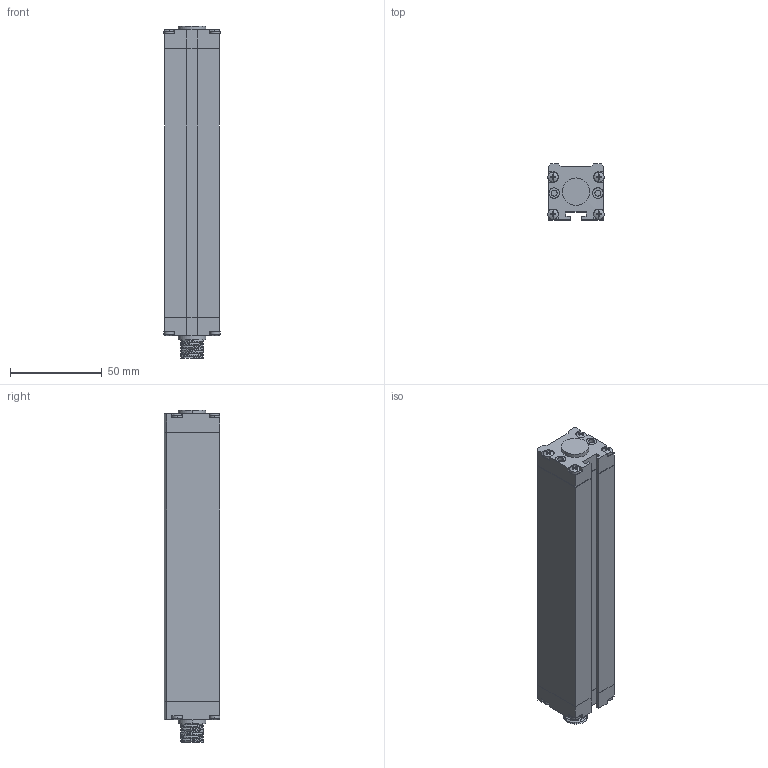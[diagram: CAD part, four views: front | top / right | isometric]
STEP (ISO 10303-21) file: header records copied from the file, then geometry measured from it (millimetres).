
FILE_DESCRIPTION((''),'2;1');
FILE_NAME('BML_ASM','2017-11-27T',('Gavin'),(''),'PRO/ENGINEER BY PARAMETRIC TECHNOLOGY CORPORATION, 2009440','PRO/ENGINEER BY PARAMETRIC TECHNOLOGY CORPORATION, 2009440','');
FILE_SCHEMA(('CONFIG_CONTROL_DESIGN'));
Length unit declared in the file: millimetre
Products named in the file (8): _GB_CROSS_SCREWS_TYPE1_M3X-3925; _GB_CROSS_SCREWS_TYPE1_M3X-5009; _GB_CROSS_SCREWS_TYPE1_M3X-9952; _GB_CROSS_SCREWS_TYPE1_M3-16157; ____8; ZHUTI; BML30_____ASM; BML_ASM
Assembly tree (11 placements, depth 3):
  BML_ASM
    BML30_____ASM
      _GB_CROSS_SCREWS_TYPE1_M3X-3925  x5
      _GB_CROSS_SCREWS_TYPE1_M3X-5009
      _GB_CROSS_SCREWS_TYPE1_M3X-9952
      _GB_CROSS_SCREWS_TYPE1_M3-16157
      ____8
      ZHUTI
Bounding box: 30.7 x 30.3 x 181.3 mm (x, y, z)
Volume: 133090.6 mm3; surface area: 33535 mm2
Topology: 10 solids, 10 shells, 440 faces, 1158 edges, 772 vertices
Faces by surface type: plane 258, cylinder 161, sphere 18, bspline 3
Entity records: 12445 total; most frequent: CARTESIAN_POINT 3621, DIRECTION 1833, ORIENTED_EDGE 1784, EDGE_CURVE 892, AXIS2_PLACEMENT_3D 662, VERTEX_POINT 596, VECTOR 509, LINE 509
